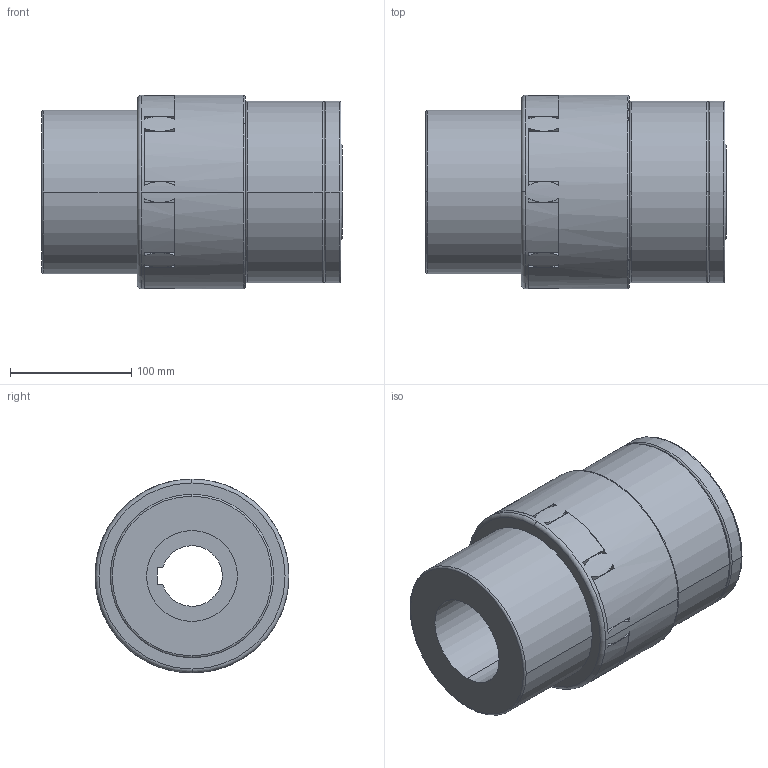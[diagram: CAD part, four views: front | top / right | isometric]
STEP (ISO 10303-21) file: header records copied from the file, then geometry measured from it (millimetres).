
FILE_DESCRIPTION(('STEP AP214'),'1');
FILE_NAME('gl_50_tr_75-90.stp','2019-09-14T11:59:12',('TraceParts'),('TraceParts S.A.'),'Spatial InterOp 3D',' ',' ');
FILE_SCHEMA(('AUTOMOTIVE_DESIGN { 1 0 10303 214 1 1 1 1 }'));
Length unit declared in the file: millimetre
Products named in the file (1): gl_50_tr_75-90
Bounding box: 248 x 160 x 160 mm (x, y, z)
Volume: 3418558.3 mm3; surface area: 250486.4 mm2
Topology: 1 solids, 1 shells, 217 faces, 562 edges, 379 vertices
Faces by surface type: plane 118, cylinder 71, torus 26, cone 2
Entity records: 7580 total; most frequent: CARTESIAN_POINT 2044, DIRECTION 1211, ORIENTED_EDGE 1124, EDGE_CURVE 562, AXIS2_PLACEMENT_3D 468, VERTEX_POINT 379, LINE 275, VECTOR 275
